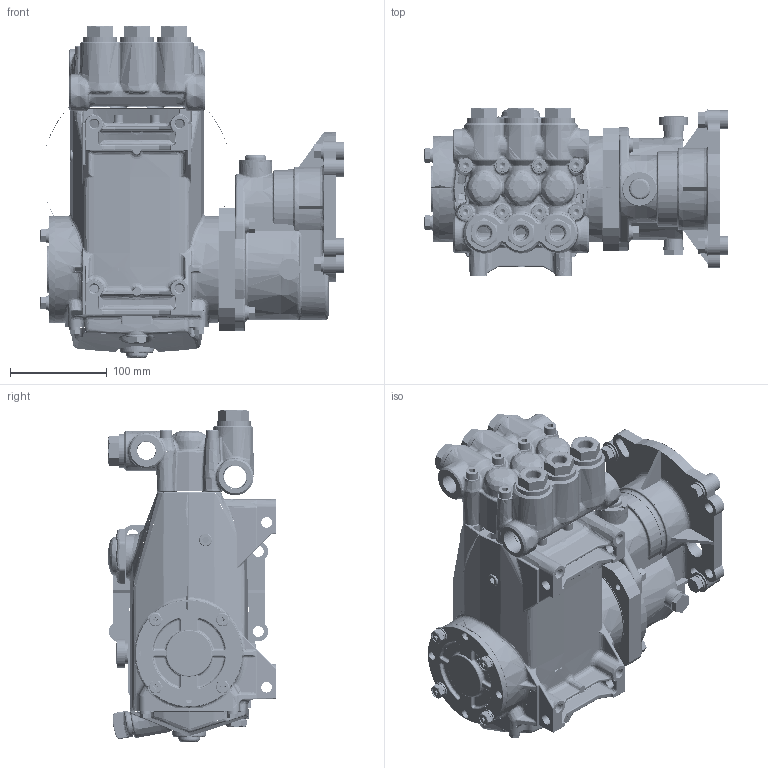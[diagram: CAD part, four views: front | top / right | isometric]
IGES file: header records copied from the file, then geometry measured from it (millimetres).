
Start section: SolidWorks IGES file using analytic representation for surfaces
Global section: file name: 7CP6165CSG1.IGS; native system: SolidWorks 2023; preprocessor: SolidWorks 2023; author: SAL; date: 230824.080952; units: inch
Bounding box: 312.88 x 173.98 x 342.5 mm (x, y, z)
Surface area: 442979.2 mm2 (no closed solid volume)
Topology: 0 solids, 0 shells, 2745 faces, 39724 edges, 39628 vertices
Faces by surface type: bspline 1768, revolution 977
